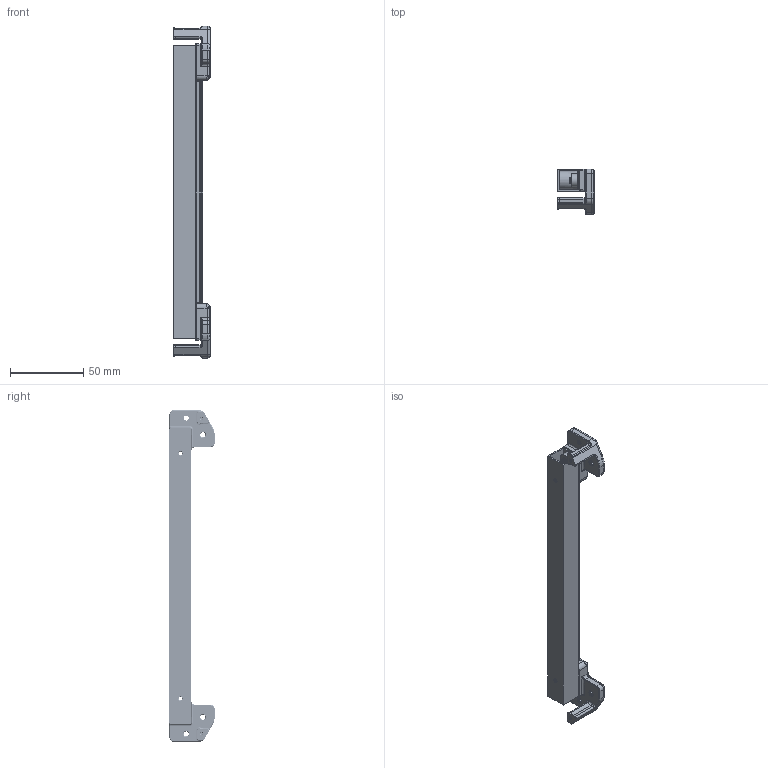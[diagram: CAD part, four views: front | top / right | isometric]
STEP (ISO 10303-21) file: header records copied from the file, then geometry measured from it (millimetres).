
FILE_DESCRIPTION(/* description */ (''),/* implementation_level */ '2;1');
FILE_NAME(/* name */ 'Vorbon Assembly.step',/* time_stamp */ '2022-12-03T17:06:48-08:00',/* author */ (''),/* organization */ (''),/* preprocessor_version */ 'ST-DEVELOPER v19.2',/* originating_system */ 'Autodesk Translation Framework v11.17.0.187',/* authorisation */ '');
FILE_SCHEMA (('AUTOMOTIVE_DESIGN { 1 0 10303 214 3 1 1 }'));
Length unit declared in the file: millimetre
Products named in the file (8): Vorbon Assembly; Carbon Tube; Insert M2 D3.6 L4mm; Insert M3 D5 L5mm; Carbon Tube Insert Carrier V2; VORON_V0.1_MGN7-1; VORON_V0.1_XY_Joint_Left_Upper_x1; VORON_V0.1_XY_Joint_Right_Upper_x1
Assembly tree (21 placements, depth 2):
  Vorbon Assembly
    Carbon Tube
    Insert M3 D5 L5mm  x6
    Insert M2 D3.6 L4mm  x10
    Carbon Tube Insert Carrier V2
    VORON_V0.1_MGN7-1
    VORON_V0.1_XY_Joint_Left_Upper_x1
    VORON_V0.1_XY_Joint_Right_Upper_x1
Bounding box: 24.8 x 30.74 x 226 mm (x, y, z)
Volume: 35961.5 mm3; surface area: 41702.7 mm2
Topology: 21 solids, 21 shells, 3166 faces, 7978 edges, 4915 vertices
Faces by surface type: bspline 1492, cylinder 1041, plane 441, cone 158, torus 30, sphere 4
Full cylindrical faces by diameter (mm): 1.48 x70, 1.6 x2, 2 x100, 2.35 x54, 2.4 x10, 3 x68, 3.1 x20, 3.2 x10, 3.4 x8, 4 x12, 4.2 x10, 4.5 x6, 6 x7, 12.5 x2
Entity records: 35788 total; most frequent: CARTESIAN_POINT 17077, ORIENTED_EDGE 4006, DIRECTION 3508, EDGE_CURVE 2003, AXIS2_PLACEMENT_3D 1352, VERTEX_POINT 1217, EDGE_LOOP 956, FACE_OUTER_BOUND 827
